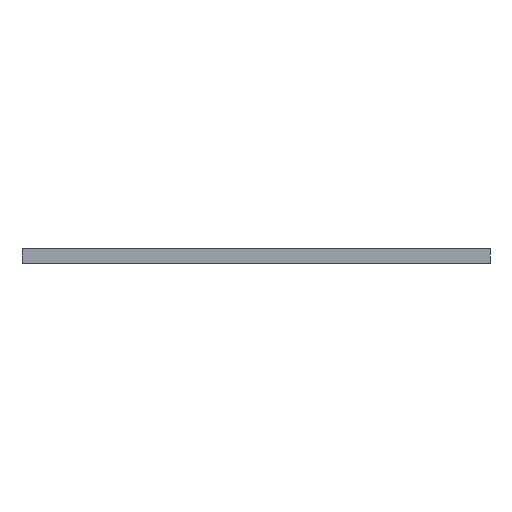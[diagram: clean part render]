
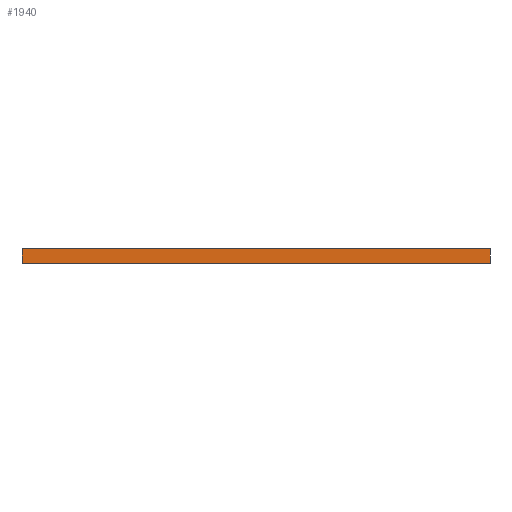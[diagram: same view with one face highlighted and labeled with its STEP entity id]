
A CAD part, front view. The second image highlights one B-rep face of the part: STEP entity #1940.
In plain terms, the highlighted planar face has unit normal (0, -1, 0).
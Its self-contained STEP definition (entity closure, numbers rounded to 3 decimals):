
#12 = ORIENTED_EDGE ( 'NONE', *, *, #627, .F. ) ;
#47 = DIRECTION ( 'NONE',  ( 1., 0., 0. ) ) ;
#104 = LINE ( 'NONE', #1732, #1177 ) ;
#241 = EDGE_CURVE ( 'NONE', #535, #1747, #1970, .T. ) ;
#274 = EDGE_LOOP ( 'NONE', ( #1354, #12, #1760, #1963 ) ) ;
#293 = PLANE ( 'NONE',  #1558 ) ;
#320 = VECTOR ( 'NONE', #47, 1000. ) ;
#437 = DIRECTION ( 'NONE',  ( 0., 0., -1. ) ) ;
#473 = CARTESIAN_POINT ( 'NONE',  ( -50., -153., 3. ) ) ;
#514 = VECTOR ( 'NONE', #1484, 1000. ) ;
#535 = VERTEX_POINT ( 'NONE', #473 ) ;
#625 = VERTEX_POINT ( 'NONE', #1379 ) ;
#627 = EDGE_CURVE ( 'NONE', #1747, #625, #104, .T. ) ;
#633 = DIRECTION ( 'NONE',  ( 0., 0., 1. ) ) ;
#686 = CARTESIAN_POINT ( 'NONE',  ( -50., -153., 0. ) ) ;
#968 = CARTESIAN_POINT ( 'NONE',  ( 50., -153., 3. ) ) ;
#981 = LINE ( 'NONE', #686, #320 ) ;
#995 = VERTEX_POINT ( 'NONE', #2061 ) ;
#1014 = CARTESIAN_POINT ( 'NONE',  ( -50., -153., 3. ) ) ;
#1119 = LINE ( 'NONE', #1148, #2070 ) ;
#1148 = CARTESIAN_POINT ( 'NONE',  ( -50., -153., 3. ) ) ;
#1177 = VECTOR ( 'NONE', #437, 1000. ) ;
#1229 = FACE_OUTER_BOUND ( 'NONE', #274, .T. ) ;
#1240 = DIRECTION ( 'NONE',  ( 0., 1., 0. ) ) ;
#1354 = ORIENTED_EDGE ( 'NONE', *, *, #1784, .T. ) ;
#1379 = CARTESIAN_POINT ( 'NONE',  ( 50., -153., 0. ) ) ;
#1399 = CARTESIAN_POINT ( 'NONE',  ( -50., -153., 3. ) ) ;
#1484 = DIRECTION ( 'NONE',  ( 1., 0., 0. ) ) ;
#1558 = AXIS2_PLACEMENT_3D ( 'NONE', #1399, #1240, #633 ) ;
#1625 = DIRECTION ( 'NONE',  ( 0., 0., -1. ) ) ;
#1732 = CARTESIAN_POINT ( 'NONE',  ( 50., -153., 3. ) ) ;
#1747 = VERTEX_POINT ( 'NONE', #968 ) ;
#1760 = ORIENTED_EDGE ( 'NONE', *, *, #241, .F. ) ;
#1784 = EDGE_CURVE ( 'NONE', #995, #625, #981, .T. ) ;
#1940 = ADVANCED_FACE ( 'NONE', ( #1229 ), #293, .F. ) ;
#1963 = ORIENTED_EDGE ( 'NONE', *, *, #2048, .T. ) ;
#1970 = LINE ( 'NONE', #1014, #514 ) ;
#2048 = EDGE_CURVE ( 'NONE', #535, #995, #1119, .T. ) ;
#2061 = CARTESIAN_POINT ( 'NONE',  ( -50., -153., 0. ) ) ;
#2070 = VECTOR ( 'NONE', #1625, 1000. ) ;
